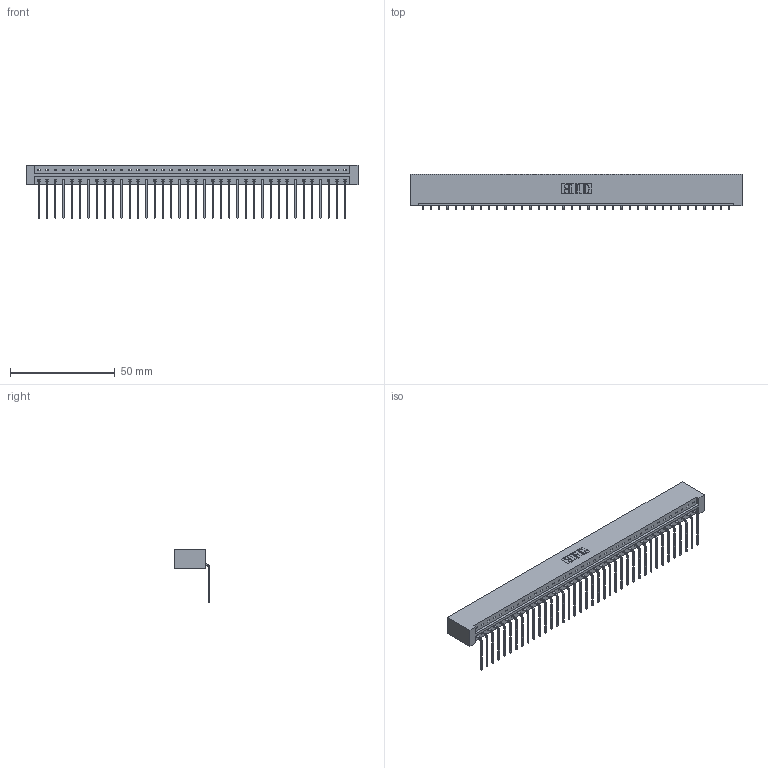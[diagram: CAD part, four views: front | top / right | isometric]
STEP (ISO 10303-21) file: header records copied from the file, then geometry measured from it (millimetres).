
FILE_DESCRIPTION (( 'STEP AP203' ), '1' );
FILE_NAME ('333-038-559-101.STEP', '2018-08-03T12:08:56', ( '' ), ( '' ), 'SwSTEP 2.0', 'SolidWorks 2016', '' );
FILE_SCHEMA (( 'CONFIG_CONTROL_DESIGN' ));
Length unit declared in the file: inch
Products named in the file (3): 345-292-001_558 559 Tail - 1; 333-038-559-101; 333 Part_Lugless
Assembly tree (39 placements, depth 2):
  333-038-559-101
    333 Part_Lugless
    345-292-001_558 559 Tail - 1  x38
Bounding box: 158.83 x 17.09 x 25.53 mm (x, y, z)
Volume: 16687.4 mm3; surface area: 18762.2 mm2
Topology: 39 solids, 39 shells, 2386 faces, 7203 edges, 4750 vertices
Faces by surface type: plane 1738, cylinder 648
Entity records: 23555 total; most frequent: CARTESIAN_POINT 4072, ORIENTED_EDGE 4046, DIRECTION 3435, EDGE_CURVE 2023, VECTOR 1903, LINE 1903, VERTEX_POINT 1346, AXIS2_PLACEMENT_3D 766
